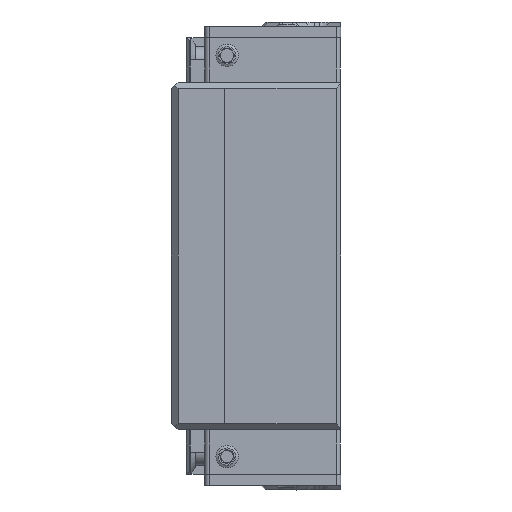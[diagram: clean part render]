
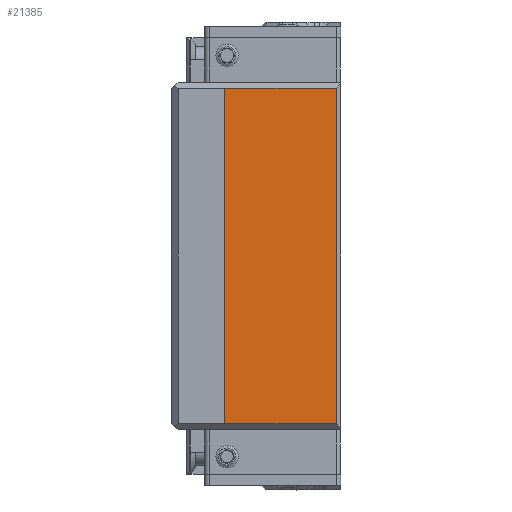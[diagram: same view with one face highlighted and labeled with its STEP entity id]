
A CAD part, left-side view. The second image highlights one B-rep face of the part: STEP entity #21385.
In plain terms, the highlighted planar face has unit normal (-1, 0, 0).
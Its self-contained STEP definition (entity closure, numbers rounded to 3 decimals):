
#1132=PLANE('',#23038);
#3060=LINE('',#44022,#5038);
#3068=LINE('',#44038,#5046);
#3074=LINE('',#44049,#5052);
#3075=LINE('',#44050,#5053);
#5038=VECTOR('',#28142,75.3);
#5046=VECTOR('',#28154,25.);
#5052=VECTOR('',#28162,75.3);
#5053=VECTOR('',#28163,25.);
#6236=FACE_OUTER_BOUND('',#7526,.T.);
#7526=EDGE_LOOP('',(#18589,#18590,#18591,#18592));
#10243=VERTEX_POINT('',#44020);
#10244=VERTEX_POINT('',#44021);
#10250=VERTEX_POINT('',#44036);
#10254=VERTEX_POINT('',#44048);
#13058=EDGE_CURVE('',#10243,#10244,#3060,.T.);
#13066=EDGE_CURVE('',#10250,#10243,#3068,.T.);
#13072=EDGE_CURVE('',#10254,#10250,#3074,.T.);
#13073=EDGE_CURVE('',#10254,#10244,#3075,.T.);
#18589=ORIENTED_EDGE('',*,*,#13072,.F.);
#18590=ORIENTED_EDGE('',*,*,#13073,.T.);
#18591=ORIENTED_EDGE('',*,*,#13058,.F.);
#18592=ORIENTED_EDGE('',*,*,#13066,.F.);
#21385=ADVANCED_FACE('',(#6236),#1132,.F.);
#23038=AXIS2_PLACEMENT_3D('',#44047,#28160,#28161);
#28142=DIRECTION('',(0.,0.,1.));
#28154=DIRECTION('',(0.,1.,0.));
#28160=DIRECTION('center_axis',(1.,0.,0.));
#28161=DIRECTION('ref_axis',(0.,1.,0.));
#28162=DIRECTION('',(0.,0.,-1.));
#28163=DIRECTION('',(0.,1.,0.));
#44020=CARTESIAN_POINT('',(-29.85,13.95,-37.65));
#44021=CARTESIAN_POINT('',(-29.85,13.95,37.65));
#44022=CARTESIAN_POINT('',(-29.85,13.95,-37.65));
#44036=CARTESIAN_POINT('',(-29.85,-11.05,-37.65));
#44038=CARTESIAN_POINT('',(-29.85,-11.05,-37.65));
#44047=CARTESIAN_POINT('Origin',(-29.85,-12.05,39.));
#44048=CARTESIAN_POINT('',(-29.85,-11.05,37.65));
#44049=CARTESIAN_POINT('',(-29.85,-11.05,37.65));
#44050=CARTESIAN_POINT('',(-29.85,-11.05,37.65));
